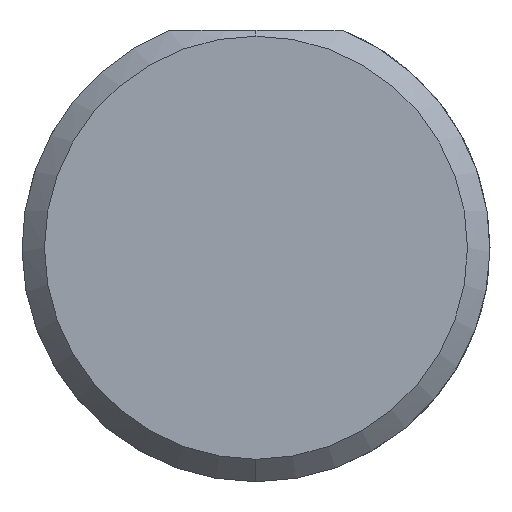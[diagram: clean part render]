
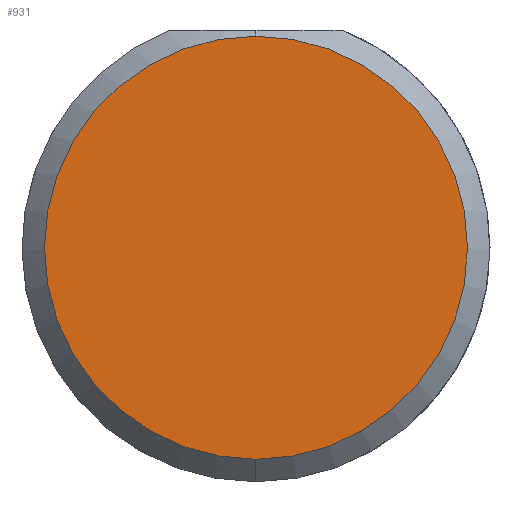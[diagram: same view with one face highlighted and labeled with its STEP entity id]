
A CAD part, left-side view. The second image highlights one B-rep face of the part: STEP entity #931.
In plain terms, the highlighted planar face has unit normal (-1, 0, 0).
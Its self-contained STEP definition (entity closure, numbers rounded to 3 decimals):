
#85 = DIRECTION ( 'NONE',  ( -1., 0., 0. ) ) ;
#113 = AXIS2_PLACEMENT_3D ( 'NONE', #458, #843, #1165 ) ;
#149 = AXIS2_PLACEMENT_3D ( 'NONE', #1049, #254, #566 ) ;
#174 = DIRECTION ( 'NONE',  ( 0., 0., -1. ) ) ;
#254 = DIRECTION ( 'NONE',  ( 1., 0., 0. ) ) ;
#264 = CARTESIAN_POINT ( 'NONE',  ( 0., 0., -3.584 ) ) ;
#428 = ORIENTED_EDGE ( 'NONE', *, *, #922, .T. ) ;
#458 = CARTESIAN_POINT ( 'NONE',  ( 0., 0., 0. ) ) ;
#553 = ORIENTED_EDGE ( 'NONE', *, *, #993, .T. ) ;
#566 = DIRECTION ( 'NONE',  ( 0., 0., -1. ) ) ;
#721 = CARTESIAN_POINT ( 'NONE',  ( 0., 0., 0. ) ) ;
#725 = VERTEX_POINT ( 'NONE', #1006 ) ;
#731 = CIRCLE ( 'NONE', #1178, 3.584 ) ;
#737 = FACE_OUTER_BOUND ( 'NONE', #1077, .T. ) ;
#843 = DIRECTION ( 'NONE',  ( -1., 0., 0. ) ) ;
#922 = EDGE_CURVE ( 'NONE', #1226, #725, #731, .T. ) ;
#931 = ADVANCED_FACE ( 'NONE', ( #737 ), #1120, .F. ) ;
#993 = EDGE_CURVE ( 'NONE', #725, #1226, #1196, .T. ) ;
#1006 = CARTESIAN_POINT ( 'NONE',  ( 0., 0., 3.584 ) ) ;
#1049 = CARTESIAN_POINT ( 'NONE',  ( 0., 0., 0. ) ) ;
#1077 = EDGE_LOOP ( 'NONE', ( #428, #553 ) ) ;
#1120 = PLANE ( 'NONE',  #149 ) ;
#1165 = DIRECTION ( 'NONE',  ( 0., 0., -1. ) ) ;
#1178 = AXIS2_PLACEMENT_3D ( 'NONE', #721, #85, #174 ) ;
#1196 = CIRCLE ( 'NONE', #113, 3.584 ) ;
#1226 = VERTEX_POINT ( 'NONE', #264 ) ;
